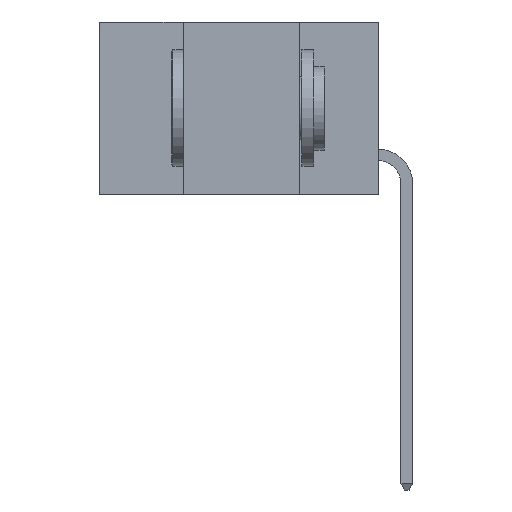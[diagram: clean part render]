
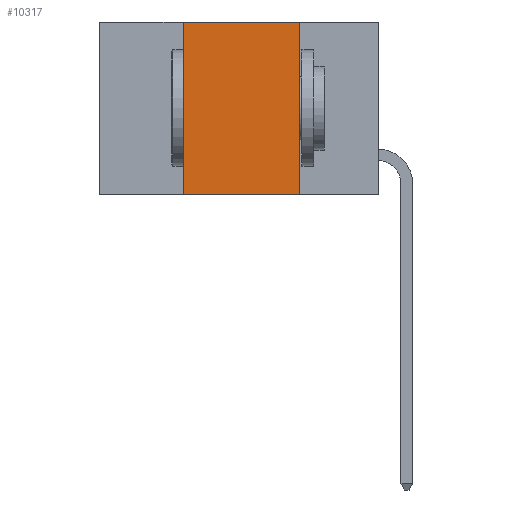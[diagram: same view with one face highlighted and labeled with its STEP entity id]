
A CAD part, left-side view. The second image highlights one B-rep face of the part: STEP entity #10317.
In plain terms, the highlighted planar face has unit normal (-1, 0, 0).
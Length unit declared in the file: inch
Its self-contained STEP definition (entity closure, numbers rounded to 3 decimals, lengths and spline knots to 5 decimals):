
#306 = LINE ( 'NONE', #13517, #16419 ) ;
#590 = FACE_OUTER_BOUND ( 'NONE', #4591, .T. ) ;
#2823 = VERTEX_POINT ( 'NONE', #17752 ) ;
#3193 = VECTOR ( 'NONE', #9309, 39.37008 ) ;
#4591 = EDGE_LOOP ( 'NONE', ( #14953, #10792, #6101, #13970 ) ) ;
#5600 = VECTOR ( 'NONE', #5764, 39.37008 ) ;
#5648 = VERTEX_POINT ( 'NONE', #6215 ) ;
#5667 = CARTESIAN_POINT ( 'NONE',  ( 0., 0.17, -0.37 ) ) ;
#5764 = DIRECTION ( 'NONE',  ( 0., 0., -1. ) ) ;
#6101 = ORIENTED_EDGE ( 'NONE', *, *, #7494, .F. ) ;
#6215 = CARTESIAN_POINT ( 'NONE',  ( 0., 0.17, 0. ) ) ;
#7488 = VERTEX_POINT ( 'NONE', #11779 ) ;
#7494 = EDGE_CURVE ( 'NONE', #11474, #2823, #9258, .T. ) ;
#7670 = DIRECTION ( 'NONE',  ( 1., 0., 0. ) ) ;
#7782 = CARTESIAN_POINT ( 'NONE',  ( 0., 0.6, 0. ) ) ;
#8048 = PLANE ( 'NONE',  #11509 ) ;
#9258 = LINE ( 'NONE', #11888, #17492 ) ;
#9309 = DIRECTION ( 'NONE',  ( 0., -1., 0. ) ) ;
#10041 = DIRECTION ( 'NONE',  ( 0., 0., -1. ) ) ;
#10317 = ADVANCED_FACE ( 'NONE', ( #590 ), #8048, .F. ) ;
#10792 = ORIENTED_EDGE ( 'NONE', *, *, #11668, .F. ) ;
#11474 = VERTEX_POINT ( 'NONE', #16461 ) ;
#11509 = AXIS2_PLACEMENT_3D ( 'NONE', #7782, #7670, #10041 ) ;
#11534 = DIRECTION ( 'NONE',  ( 0., 0., 1. ) ) ;
#11668 = EDGE_CURVE ( 'NONE', #2823, #5648, #306, .T. ) ;
#11779 = CARTESIAN_POINT ( 'NONE',  ( 0., 0.17, -0.37 ) ) ;
#11888 = CARTESIAN_POINT ( 'NONE',  ( 0., 0.42, -0.37 ) ) ;
#12731 = EDGE_CURVE ( 'NONE', #5648, #7488, #18429, .T. ) ;
#13460 = LINE ( 'NONE', #18485, #3193 ) ;
#13517 = CARTESIAN_POINT ( 'NONE',  ( 0., 0.6, 0. ) ) ;
#13703 = DIRECTION ( 'NONE',  ( 0., -1., 0. ) ) ;
#13970 = ORIENTED_EDGE ( 'NONE', *, *, #15543, .T. ) ;
#14953 = ORIENTED_EDGE ( 'NONE', *, *, #12731, .F. ) ;
#15543 = EDGE_CURVE ( 'NONE', #11474, #7488, #13460, .T. ) ;
#16419 = VECTOR ( 'NONE', #13703, 39.37008 ) ;
#16461 = CARTESIAN_POINT ( 'NONE',  ( 0., 0.42, -0.37 ) ) ;
#17492 = VECTOR ( 'NONE', #11534, 39.37008 ) ;
#17752 = CARTESIAN_POINT ( 'NONE',  ( 0., 0.42, 0. ) ) ;
#18429 = LINE ( 'NONE', #5667, #5600 ) ;
#18485 = CARTESIAN_POINT ( 'NONE',  ( 0., 0.6, -0.37 ) ) ;
